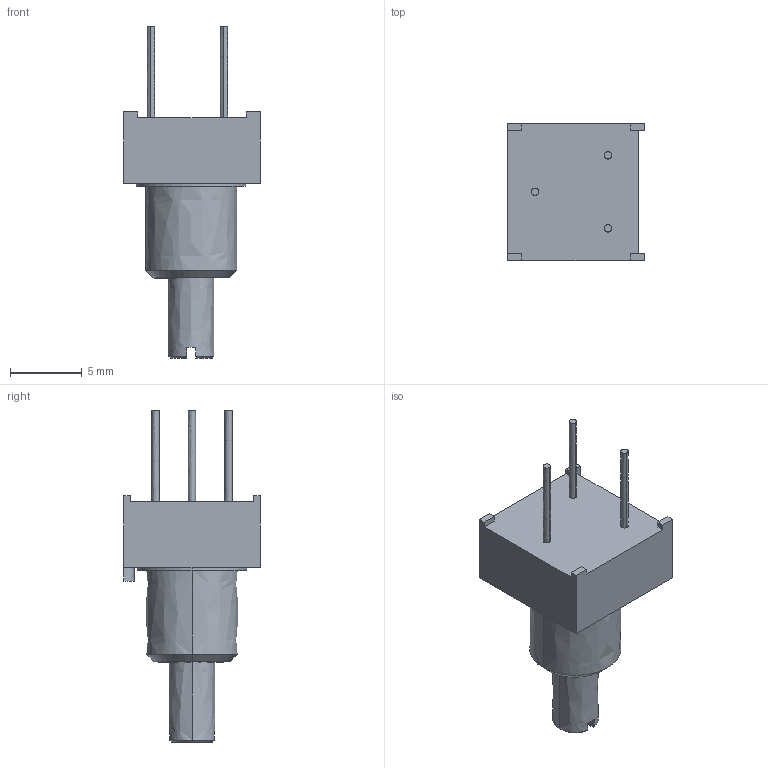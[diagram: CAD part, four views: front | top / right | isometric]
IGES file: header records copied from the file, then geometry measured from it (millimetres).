
Start section:  PTC IGES file: 3315y-001.igs
Global section: file name: 73H3315y-001.igs; native system: Pro/ENGINEER by Parametric Technology Corporation; preprocessor: 2001200; author: RICKB; organization: Unknown; date: 070330.103740; units: inch
Bounding box: 9.53 x 9.53 x 23.1 mm (x, y, z)
Surface area: 603.4 mm2 (no closed solid volume)
Topology: 0 solids, 2 shells, 189 faces, 515 edges, 344 vertices
Faces by surface type: bspline 189
